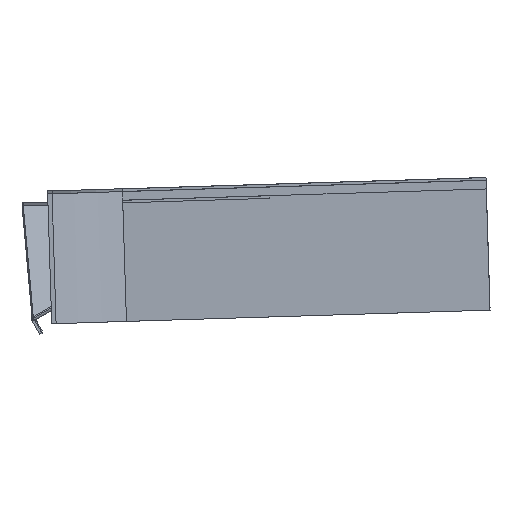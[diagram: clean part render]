
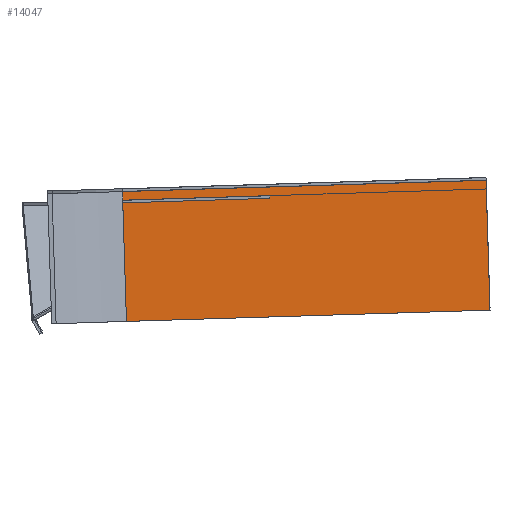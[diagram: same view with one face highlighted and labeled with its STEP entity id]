
A CAD part, left-side view. The second image highlights one B-rep face of the part: STEP entity #14047.
In plain terms, the highlighted planar face has unit normal (-1, 0, -0.002).
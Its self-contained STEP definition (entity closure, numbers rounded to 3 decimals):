
#13901=CARTESIAN_POINT('Vertex',(-181.752,0.,-81.773)) ;
#13904=CARTESIAN_POINT('Line Origine',(-181.752,0.,-6.773)) ;
#13908=CARTESIAN_POINT('Vertex',(-181.752,0.,55.227)) ;
#13915=CARTESIAN_POINT('Vertex',(-181.752,0.,58.227)) ;
#13918=CARTESIAN_POINT('Line Origine',(-181.752,0.,-6.773)) ;
#13922=CARTESIAN_POINT('Vertex',(-181.752,0.,68.227)) ;
#13958=CARTESIAN_POINT('Line Origine',(-181.752,-85.,55.227)) ;
#13962=CARTESIAN_POINT('Vertex',(-181.752,-170.,55.227)) ;
#13989=CARTESIAN_POINT('Line Origine',(-181.752,-170.,56.727)) ;
#13993=CARTESIAN_POINT('Vertex',(-181.752,-170.,58.227)) ;
#14008=CARTESIAN_POINT('Axis2P3D Location',(-181.752,0.,-81.773)) ;
#14013=CARTESIAN_POINT('Line Origine',(-181.752,-85.,58.227)) ;
#14018=CARTESIAN_POINT('Line Origine',(-181.752,-210.,-81.773)) ;
#14022=CARTESIAN_POINT('Vertex',(-181.752,-420.,-81.773)) ;
#14025=CARTESIAN_POINT('Line Origine',(-181.752,-420.,-6.773)) ;
#14029=CARTESIAN_POINT('Vertex',(-181.752,-420.,68.227)) ;
#14032=CARTESIAN_POINT('Line Origine',(-181.752,-210.,68.227)) ;
#13905=DIRECTION('Vector Direction',(0.,0.,1.)) ;
#13919=DIRECTION('Vector Direction',(0.,0.,1.)) ;
#13959=DIRECTION('Vector Direction',(0.,1.,0.)) ;
#13990=DIRECTION('Vector Direction',(0.,0.,-1.)) ;
#14009=DIRECTION('Axis2P3D Direction',(1.,0.,0.)) ;
#14010=DIRECTION('Axis2P3D XDirection',(0.,0.,1.)) ;
#14014=DIRECTION('Vector Direction',(0.,-1.,0.)) ;
#14019=DIRECTION('Vector Direction',(0.,-1.,0.)) ;
#14026=DIRECTION('Vector Direction',(0.,0.,1.)) ;
#14033=DIRECTION('Vector Direction',(0.,-1.,0.)) ;
#14011=AXIS2_PLACEMENT_3D('Plane Axis2P3D',#14008,#14009,#14010) ;
#14038=ORIENTED_EDGE('',*,*,#14017,.T.) ;
#14039=ORIENTED_EDGE('',*,*,#13995,.T.) ;
#14040=ORIENTED_EDGE('',*,*,#13964,.T.) ;
#14041=ORIENTED_EDGE('',*,*,#13910,.F.) ;
#14042=ORIENTED_EDGE('',*,*,#14024,.T.) ;
#14043=ORIENTED_EDGE('',*,*,#14031,.T.) ;
#14044=ORIENTED_EDGE('',*,*,#14036,.F.) ;
#14045=ORIENTED_EDGE('',*,*,#13924,.F.) ;
#13906=VECTOR('Line Direction',#13905,1.) ;
#13920=VECTOR('Line Direction',#13919,1.) ;
#13960=VECTOR('Line Direction',#13959,1.) ;
#13991=VECTOR('Line Direction',#13990,1.) ;
#14015=VECTOR('Line Direction',#14014,1.) ;
#14020=VECTOR('Line Direction',#14019,1.) ;
#14027=VECTOR('Line Direction',#14026,1.) ;
#14034=VECTOR('Line Direction',#14033,1.) ;
#14047=ADVANCED_FACE('',(#14046),#14012,.F.) ;
#13910=EDGE_CURVE('',#13902,#13909,#13907,.T.) ;
#13924=EDGE_CURVE('',#13916,#13923,#13921,.T.) ;
#13964=EDGE_CURVE('',#13963,#13909,#13961,.T.) ;
#13995=EDGE_CURVE('',#13994,#13963,#13992,.T.) ;
#14017=EDGE_CURVE('',#13916,#13994,#14016,.T.) ;
#14024=EDGE_CURVE('',#13902,#14023,#14021,.T.) ;
#14031=EDGE_CURVE('',#14023,#14030,#14028,.T.) ;
#14036=EDGE_CURVE('',#13923,#14030,#14035,.T.) ;
#14037=EDGE_LOOP('',(#14038,#14039,#14040,#14041,#14042,#14043,#14044,#14045)) ;
#14046=FACE_OUTER_BOUND('',#14037,.T.) ;
#13907=LINE('Line',#13904,#13906) ;
#13921=LINE('Line',#13918,#13920) ;
#13961=LINE('Line',#13958,#13960) ;
#13992=LINE('Line',#13989,#13991) ;
#14016=LINE('Line',#14013,#14015) ;
#14021=LINE('Line',#14018,#14020) ;
#14028=LINE('Line',#14025,#14027) ;
#14035=LINE('Line',#14032,#14034) ;
#14012=PLANE('Plane',#14011) ;
#13902=VERTEX_POINT('',#13901) ;
#13909=VERTEX_POINT('',#13908) ;
#13916=VERTEX_POINT('',#13915) ;
#13923=VERTEX_POINT('',#13922) ;
#13963=VERTEX_POINT('',#13962) ;
#13994=VERTEX_POINT('',#13993) ;
#14023=VERTEX_POINT('',#14022) ;
#14030=VERTEX_POINT('',#14029) ;
